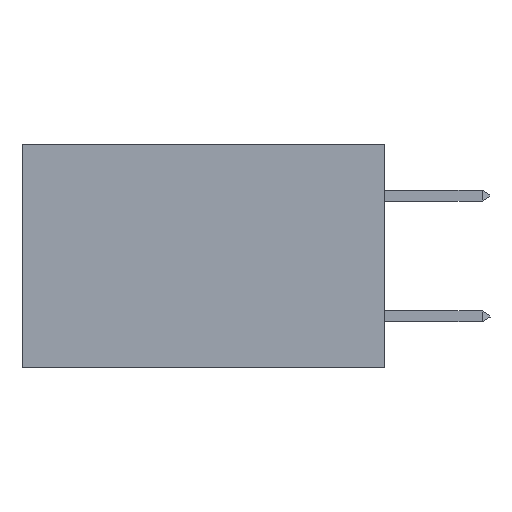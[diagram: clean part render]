
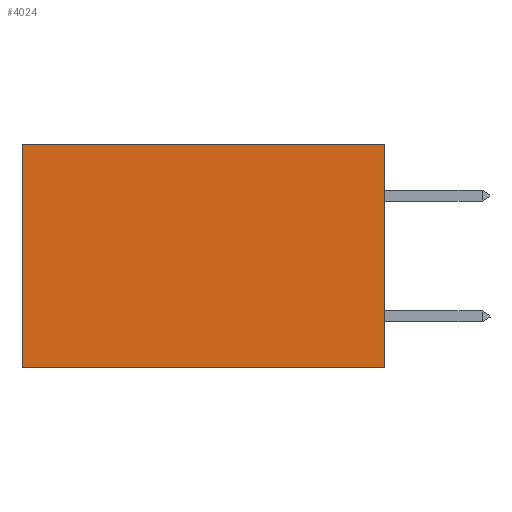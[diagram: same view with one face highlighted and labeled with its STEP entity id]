
A CAD part, left-side view. The second image highlights one B-rep face of the part: STEP entity #4024.
In plain terms, the highlighted planar face has unit normal (-1, 0, 0).
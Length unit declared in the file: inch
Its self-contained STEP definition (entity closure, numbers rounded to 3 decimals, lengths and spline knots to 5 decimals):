
#227 = EDGE_CURVE ( 'NONE', #12556, #8775, #6950, .T. ) ;
#272 = CARTESIAN_POINT ( 'NONE',  ( 0.2875, 0.6, -0.37 ) ) ;
#334 = VERTEX_POINT ( 'NONE', #15852 ) ;
#694 = PLANE ( 'NONE',  #4329 ) ;
#1151 = DIRECTION ( 'NONE',  ( 1., 0., 0. ) ) ;
#1261 = DIRECTION ( 'NONE',  ( 0., 0., -1. ) ) ;
#1438 = ORIENTED_EDGE ( 'NONE', *, *, #1580, .F. ) ;
#1580 = EDGE_CURVE ( 'NONE', #334, #12556, #5751, .T. ) ;
#2370 = LINE ( 'NONE', #13195, #15343 ) ;
#2858 = EDGE_CURVE ( 'NONE', #334, #6676, #5058, .T. ) ;
#2896 = CARTESIAN_POINT ( 'NONE',  ( 0.2875, 0., -0.37 ) ) ;
#4024 = ADVANCED_FACE ( 'NONE', ( #8713 ), #694, .F. ) ;
#4329 = AXIS2_PLACEMENT_3D ( 'NONE', #16137, #1151, #1261 ) ;
#4444 = DIRECTION ( 'NONE',  ( 0., 0., -1. ) ) ;
#4629 = VECTOR ( 'NONE', #8007, 39.37008 ) ;
#5058 = LINE ( 'NONE', #11530, #4629 ) ;
#5329 = ORIENTED_EDGE ( 'NONE', *, *, #227, .F. ) ;
#5751 = LINE ( 'NONE', #5839, #11972 ) ;
#5764 = DIRECTION ( 'NONE',  ( 0., 0., -1. ) ) ;
#5839 = CARTESIAN_POINT ( 'NONE',  ( 0.2875, 0., 0. ) ) ;
#6676 = VERTEX_POINT ( 'NONE', #14159 ) ;
#6950 = LINE ( 'NONE', #16308, #16315 ) ;
#8007 = DIRECTION ( 'NONE',  ( 0., 1., 0. ) ) ;
#8256 = DIRECTION ( 'NONE',  ( 0., 1., 0. ) ) ;
#8713 = FACE_OUTER_BOUND ( 'NONE', #13144, .T. ) ;
#8775 = VERTEX_POINT ( 'NONE', #272 ) ;
#11530 = CARTESIAN_POINT ( 'NONE',  ( 0.2875, 0., 0. ) ) ;
#11972 = VECTOR ( 'NONE', #5764, 39.37008 ) ;
#12556 = VERTEX_POINT ( 'NONE', #2896 ) ;
#13144 = EDGE_LOOP ( 'NONE', ( #14958, #5329, #1438, #14049 ) ) ;
#13195 = CARTESIAN_POINT ( 'NONE',  ( 0.2875, 0.6, 0. ) ) ;
#14049 = ORIENTED_EDGE ( 'NONE', *, *, #2858, .T. ) ;
#14159 = CARTESIAN_POINT ( 'NONE',  ( 0.2875, 0.6, 0. ) ) ;
#14280 = EDGE_CURVE ( 'NONE', #6676, #8775, #2370, .T. ) ;
#14958 = ORIENTED_EDGE ( 'NONE', *, *, #14280, .T. ) ;
#15343 = VECTOR ( 'NONE', #4444, 39.37008 ) ;
#15852 = CARTESIAN_POINT ( 'NONE',  ( 0.2875, 0., 0. ) ) ;
#16137 = CARTESIAN_POINT ( 'NONE',  ( 0.2875, 0., 0. ) ) ;
#16308 = CARTESIAN_POINT ( 'NONE',  ( 0.2875, 0., -0.37 ) ) ;
#16315 = VECTOR ( 'NONE', #8256, 39.37008 ) ;
